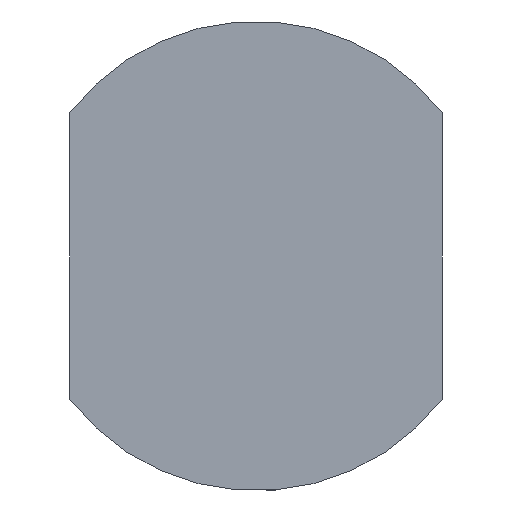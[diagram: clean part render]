
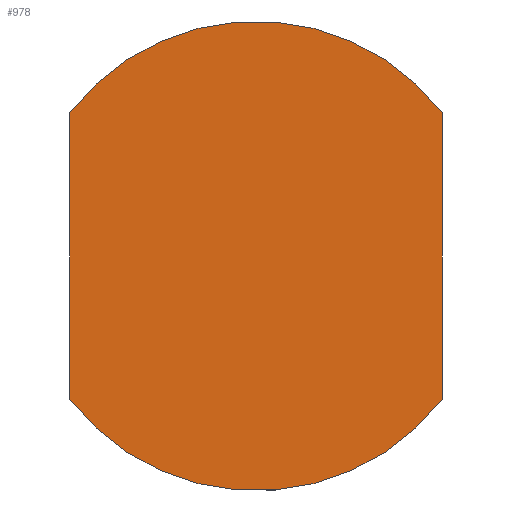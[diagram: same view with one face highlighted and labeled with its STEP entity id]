
A CAD part, front view. The second image highlights one B-rep face of the part: STEP entity #978.
In plain terms, the highlighted planar face has unit normal (0, -1, 0).
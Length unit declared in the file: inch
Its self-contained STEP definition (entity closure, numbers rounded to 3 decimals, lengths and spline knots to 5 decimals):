
#14=PLANE('',#1077);
#98=FACE_OUTER_BOUND('',#163,.T.);
#163=EDGE_LOOP('',(#685,#686,#687,#688));
#223=LINE('',#1561,#296);
#224=LINE('',#1563,#297);
#296=VECTOR('',#1213,0.24995);
#297=VECTOR('',#1214,0.24995);
#386=CIRCLE('',#1075,0.205);
#388=CIRCLE('',#1078,0.205);
#450=VERTEX_POINT('',#1551);
#451=VERTEX_POINT('',#1552);
#454=VERTEX_POINT('',#1560);
#455=VERTEX_POINT('',#1562);
#543=EDGE_CURVE('',#450,#451,#386,.T.);
#547=EDGE_CURVE('',#454,#451,#223,.T.);
#548=EDGE_CURVE('',#455,#450,#224,.T.);
#549=EDGE_CURVE('',#454,#455,#388,.T.);
#685=ORIENTED_EDGE('',*,*,#547,.T.);
#686=ORIENTED_EDGE('',*,*,#543,.F.);
#687=ORIENTED_EDGE('',*,*,#548,.F.);
#688=ORIENTED_EDGE('',*,*,#549,.F.);
#978=ADVANCED_FACE('',(#98),#14,.T.);
#1075=AXIS2_PLACEMENT_3D('',#1553,#1205,#1206);
#1077=AXIS2_PLACEMENT_3D('',#1559,#1211,#1212);
#1078=AXIS2_PLACEMENT_3D('',#1564,#1215,#1216);
#1205=DIRECTION('center_axis',(0.,1.,0.));
#1206=DIRECTION('ref_axis',(0.,0.,1.));
#1211=DIRECTION('center_axis',(0.,-1.,0.));
#1212=DIRECTION('ref_axis',(0.,0.,-1.));
#1213=DIRECTION('',(0.,0.,1.));
#1214=DIRECTION('',(0.,0.,1.));
#1215=DIRECTION('center_axis',(0.,1.,0.));
#1216=DIRECTION('ref_axis',(0.,0.,1.));
#1551=CARTESIAN_POINT('',(-0.1625,-0.257,0.12497));
#1552=CARTESIAN_POINT('',(0.1625,-0.257,0.12497));
#1553=CARTESIAN_POINT('Origin',(0.,-0.257,0.));
#1559=CARTESIAN_POINT('Origin',(0.,-0.257,0.));
#1560=CARTESIAN_POINT('',(0.1625,-0.257,-0.12497));
#1561=CARTESIAN_POINT('',(0.1625,-0.257,-0.12497));
#1562=CARTESIAN_POINT('',(-0.1625,-0.257,-0.12497));
#1563=CARTESIAN_POINT('',(-0.1625,-0.257,-0.12497));
#1564=CARTESIAN_POINT('Origin',(0.,-0.257,0.));
